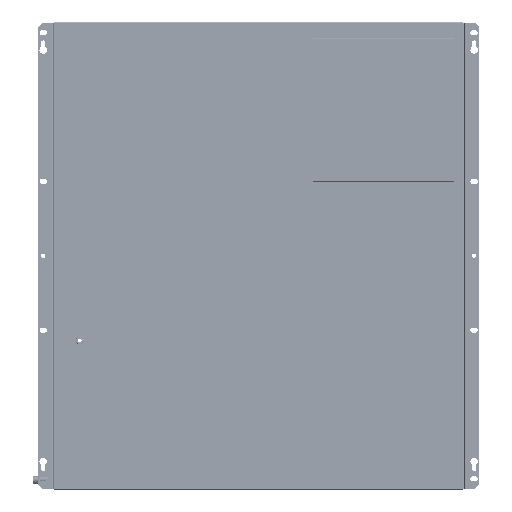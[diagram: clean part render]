
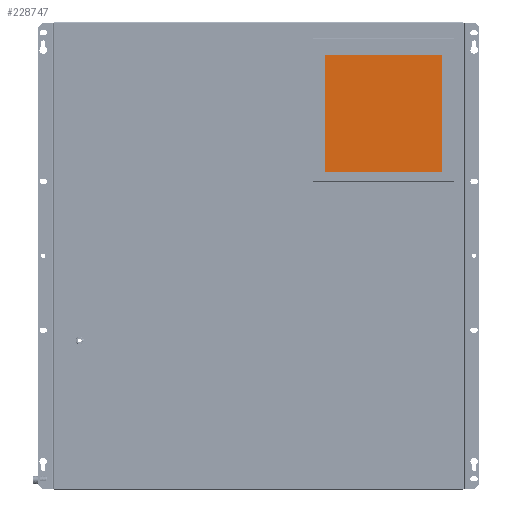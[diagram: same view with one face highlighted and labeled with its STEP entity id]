
A CAD part, top view. The second image highlights one B-rep face of the part: STEP entity #228747.
In plain terms, the highlighted planar face has unit normal (0, 0, 1).
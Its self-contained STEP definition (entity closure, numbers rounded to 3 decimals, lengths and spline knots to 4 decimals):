
#13469 = VERTEX_POINT ( 'NONE', #195320 ) ;
#22350 = EDGE_LOOP ( 'NONE', ( #384395, #195028, #218409, #90848 ) ) ;
#33925 = CARTESIAN_POINT ( 'NONE',  ( 9.63, 15.544, 22.9759 ) ) ;
#36862 = CARTESIAN_POINT ( 'NONE',  ( 15.506, 15.544, 22.9759 ) ) ;
#58203 = DIRECTION ( 'NONE',  ( 0., -1., 0. ) ) ;
#65049 = VECTOR ( 'NONE', #146318, 39.3701 ) ;
#74768 = DIRECTION ( 'NONE',  ( 0., 0., -1. ) ) ;
#87536 = EDGE_CURVE ( 'NONE', #249955, #221737, #283452, .T. ) ;
#89524 = LINE ( 'NONE', #273866, #343460 ) ;
#90848 = ORIENTED_EDGE ( 'NONE', *, *, #154136, .T. ) ;
#112336 = CARTESIAN_POINT ( 'NONE',  ( 9.63, 21.42, 22.9759 ) ) ;
#113357 = CARTESIAN_POINT ( 'NONE',  ( 15.506, 15.544, 22.9759 ) ) ;
#138870 = FACE_OUTER_BOUND ( 'NONE', #22350, .T. ) ;
#140867 = PLANE ( 'NONE',  #351351 ) ;
#142217 = DIRECTION ( 'NONE',  ( 1., 0., 0. ) ) ;
#146318 = DIRECTION ( 'NONE',  ( -1., 0., 0. ) ) ;
#147950 = EDGE_CURVE ( 'NONE', #13469, #263644, #210516, .T. ) ;
#154136 = EDGE_CURVE ( 'NONE', #221737, #13469, #322728, .T. ) ;
#195028 = ORIENTED_EDGE ( 'NONE', *, *, #379227, .T. ) ;
#195320 = CARTESIAN_POINT ( 'NONE',  ( 9.63, 21.42, 22.9759 ) ) ;
#201761 = CARTESIAN_POINT ( 'NONE',  ( 15.506, 21.42, 22.9759 ) ) ;
#210516 = LINE ( 'NONE', #33925, #325960 ) ;
#218409 = ORIENTED_EDGE ( 'NONE', *, *, #87536, .T. ) ;
#221737 = VERTEX_POINT ( 'NONE', #201761 ) ;
#228747 = ADVANCED_FACE ( 'NONE', ( #138870 ), #140867, .F. ) ;
#244361 = CARTESIAN_POINT ( 'NONE',  ( 9.63, 15.544, 22.9759 ) ) ;
#249955 = VERTEX_POINT ( 'NONE', #113357 ) ;
#257361 = DIRECTION ( 'NONE',  ( 0., 1., 0. ) ) ;
#263644 = VERTEX_POINT ( 'NONE', #244361 ) ;
#273866 = CARTESIAN_POINT ( 'NONE',  ( 9.63, 15.544, 22.9759 ) ) ;
#283452 = LINE ( 'NONE', #36862, #287178 ) ;
#287178 = VECTOR ( 'NONE', #257361, 39.3701 ) ;
#291158 = DIRECTION ( 'NONE',  ( -1., 0., 0. ) ) ;
#321221 = CARTESIAN_POINT ( 'NONE',  ( 9.162, 15.076, 22.9759 ) ) ;
#322728 = LINE ( 'NONE', #112336, #65049 ) ;
#325960 = VECTOR ( 'NONE', #58203, 39.3701 ) ;
#343460 = VECTOR ( 'NONE', #142217, 39.3701 ) ;
#351351 = AXIS2_PLACEMENT_3D ( 'NONE', #321221, #74768, #291158 ) ;
#379227 = EDGE_CURVE ( 'NONE', #263644, #249955, #89524, .T. ) ;
#384395 = ORIENTED_EDGE ( 'NONE', *, *, #147950, .T. ) ;
